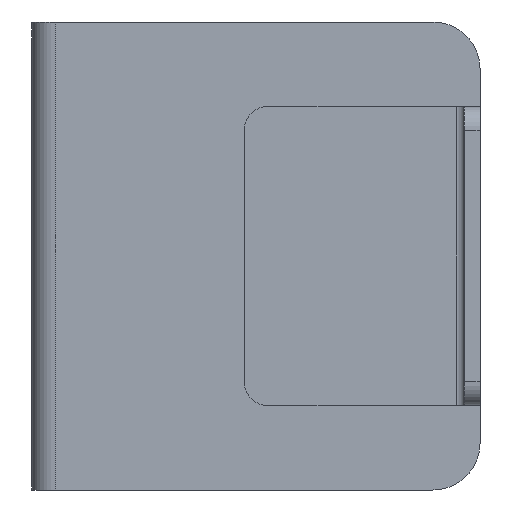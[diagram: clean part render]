
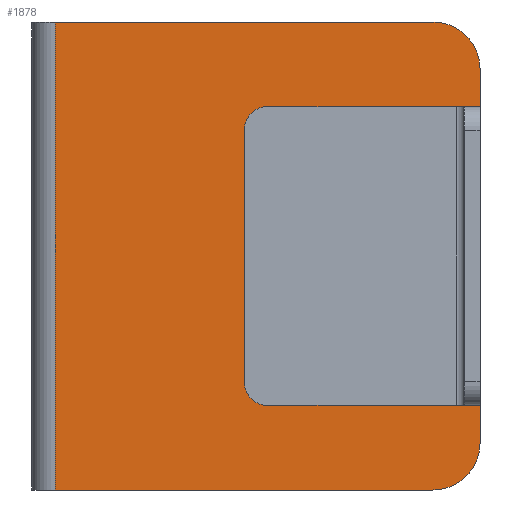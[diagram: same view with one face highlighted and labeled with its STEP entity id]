
A CAD part, left-side view. The second image highlights one B-rep face of the part: STEP entity #1878.
In plain terms, the highlighted planar face has unit normal (-1, 0, 0).
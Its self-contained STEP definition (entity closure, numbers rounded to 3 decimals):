
#919=DIRECTION('',(0.,1.,0.));
#920=VECTOR('',#919,0.172);
#921=CARTESIAN_POINT('',(1.89,-500.652,944.));
#922=LINE('',#921,#920);
#926=DIRECTION('',(0.,0.,-1.));
#927=VECTOR('',#926,38.);
#928=CARTESIAN_POINT('',(1.89,-497.652,944.));
#929=LINE('',#928,#927);
#933=DIRECTION('',(0.,1.,0.));
#934=VECTOR('',#933,0.172);
#935=CARTESIAN_POINT('',(1.89,-500.652,906.));
#936=LINE('',#935,#934);
#940=DIRECTION('',(0.,0.,1.));
#941=VECTOR('',#940,4.75);
#942=CARTESIAN_POINT('',(1.89,-500.652,901.25));
#943=LINE('',#942,#941);
#947=CARTESIAN_POINT('',(1.89,-494.652,901.25));
#948=DIRECTION('',(-1.,0.,0.));
#949=DIRECTION('',(0.,0.,-1.));
#950=AXIS2_PLACEMENT_3D('',#947,#948,#949);
#955=CARTESIAN_POINT('',(1.89,-494.652,948.75));
#956=DIRECTION('',(-1.,0.,0.));
#957=DIRECTION('',(0.,-1.,0.));
#958=AXIS2_PLACEMENT_3D('',#955,#956,#957);
#963=DIRECTION('',(0.,0.,1.));
#964=VECTOR('',#963,4.75);
#965=CARTESIAN_POINT('',(1.89,-500.652,944.));
#966=LINE('',#965,#964);
#1217=DIRECTION('',(0.,-1.,0.));
#1218=VECTOR('',#1217,2.828);
#1219=CARTESIAN_POINT('',(1.89,-497.652,944.));
#1220=LINE('',#1219,#1218);
#1282=DIRECTION('',(0.,1.,0.));
#1283=VECTOR('',#1282,48.);
#1284=CARTESIAN_POINT('',(1.89,-494.652,954.75));
#1285=LINE('',#1284,#1283);
#1319=DIRECTION('',(0.,0.,-1.));
#1320=VECTOR('',#1319,59.5);
#1321=CARTESIAN_POINT('',(1.89,-446.652,954.75));
#1322=LINE('',#1321,#1320);
#1356=DIRECTION('',(0.,-1.,0.));
#1357=VECTOR('',#1356,48.);
#1358=CARTESIAN_POINT('',(1.89,-446.652,895.25));
#1359=LINE('',#1358,#1357);
#1679=DIRECTION('',(0.,1.,0.));
#1680=VECTOR('',#1679,2.828);
#1681=CARTESIAN_POINT('',(1.89,-500.48,906.));
#1682=LINE('',#1681,#1680);
#1707=CARTESIAN_POINT('',(1.89,-446.652,954.75));
#1708=CARTESIAN_POINT('',(1.89,-446.652,895.25));
#1709=VERTEX_POINT('',#1707);
#1710=VERTEX_POINT('',#1708);
#1807=CARTESIAN_POINT('',(1.89,-500.652,948.75));
#1808=VERTEX_POINT('',#1807);
#1809=CARTESIAN_POINT('',(1.89,-494.652,954.75));
#1810=VERTEX_POINT('',#1809);
#1815=CARTESIAN_POINT('',(1.89,-494.652,895.25));
#1816=VERTEX_POINT('',#1815);
#1817=CARTESIAN_POINT('',(1.89,-500.652,901.25));
#1818=VERTEX_POINT('',#1817);
#1819=CARTESIAN_POINT('',(1.89,-497.652,944.));
#1820=CARTESIAN_POINT('',(1.89,-497.652,906.));
#1821=VERTEX_POINT('',#1819);
#1822=VERTEX_POINT('',#1820);
#1827=CARTESIAN_POINT('',(1.89,-500.652,944.));
#1828=CARTESIAN_POINT('',(1.89,-500.48,944.));
#1829=VERTEX_POINT('',#1827);
#1830=VERTEX_POINT('',#1828);
#1831=CARTESIAN_POINT('',(1.89,-500.652,906.));
#1832=CARTESIAN_POINT('',(1.89,-500.48,906.));
#1833=VERTEX_POINT('',#1831);
#1834=VERTEX_POINT('',#1832);
#1847=CARTESIAN_POINT('',(1.89,0.,0.));
#1848=DIRECTION('',(1.,0.,0.));
#1849=DIRECTION('',(0.,1.,0.));
#1850=AXIS2_PLACEMENT_3D('',#1847,#1848,#1849);
#1851=PLANE('',#1850);
#1853=ORIENTED_EDGE('',*,*,#1852,.T.);
#1855=ORIENTED_EDGE('',*,*,#1854,.F.);
#1857=ORIENTED_EDGE('',*,*,#1856,.T.);
#1859=ORIENTED_EDGE('',*,*,#1858,.F.);
#1861=ORIENTED_EDGE('',*,*,#1860,.F.);
#1863=ORIENTED_EDGE('',*,*,#1862,.F.);
#1865=ORIENTED_EDGE('',*,*,#1864,.F.);
#1867=ORIENTED_EDGE('',*,*,#1866,.F.);
#1869=ORIENTED_EDGE('',*,*,#1868,.F.);
#1871=ORIENTED_EDGE('',*,*,#1870,.F.);
#1873=ORIENTED_EDGE('',*,*,#1872,.F.);
#1875=ORIENTED_EDGE('',*,*,#1874,.F.);
#1876=EDGE_LOOP('',(#1853,#1855,#1857,#1859,#1861,#1863,#1865,#1867,#1869,#1871,
#1873,#1875));
#1877=FACE_OUTER_BOUND('',#1876,.F.);
#951=CIRCLE('',#950,6.);
#959=CIRCLE('',#958,6.);
#1852=EDGE_CURVE('',#1829,#1830,#922,.T.);
#1854=EDGE_CURVE('',#1821,#1830,#1220,.T.);
#1856=EDGE_CURVE('',#1821,#1822,#929,.T.);
#1858=EDGE_CURVE('',#1834,#1822,#1682,.T.);
#1860=EDGE_CURVE('',#1833,#1834,#936,.T.);
#1862=EDGE_CURVE('',#1818,#1833,#943,.T.);
#1864=EDGE_CURVE('',#1816,#1818,#951,.T.);
#1866=EDGE_CURVE('',#1710,#1816,#1359,.T.);
#1868=EDGE_CURVE('',#1709,#1710,#1322,.T.);
#1870=EDGE_CURVE('',#1810,#1709,#1285,.T.);
#1872=EDGE_CURVE('',#1808,#1810,#959,.T.);
#1874=EDGE_CURVE('',#1829,#1808,#966,.T.);
#1878=ADVANCED_FACE('',(#1877),#1851,.F.);
